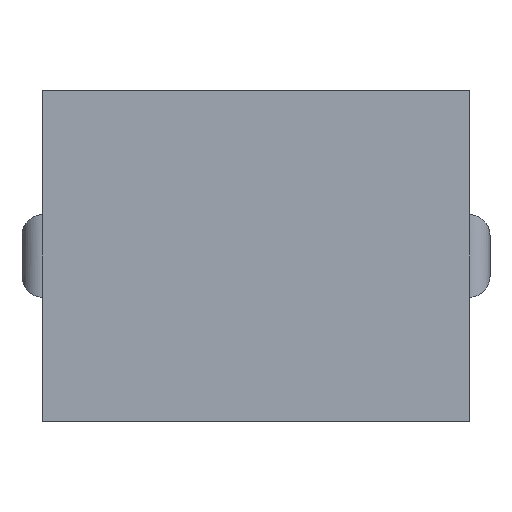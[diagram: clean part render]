
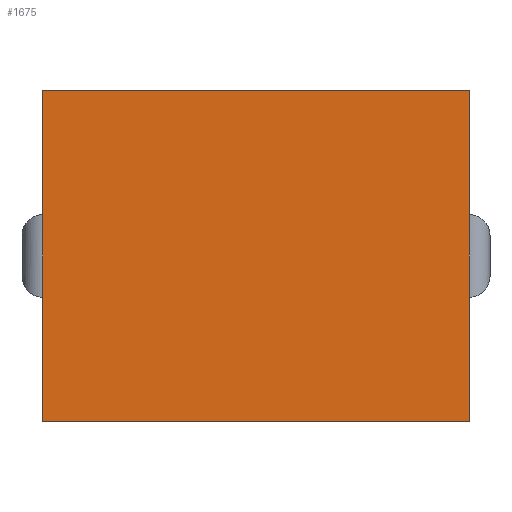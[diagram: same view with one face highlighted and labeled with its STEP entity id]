
A CAD part, front view. The second image highlights one B-rep face of the part: STEP entity #1675.
In plain terms, the highlighted planar face has unit normal (0, -1, 0).
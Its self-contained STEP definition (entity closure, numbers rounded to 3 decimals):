
#190 = CARTESIAN_POINT ( 'NONE',  ( 0., 0., 2.4 ) ) ;
#191 = VECTOR ( 'NONE', #1767, 1000. ) ;
#473 = CARTESIAN_POINT ( 'NONE',  ( 3.1, 0., 2.4 ) ) ;
#481 = DIRECTION ( 'NONE',  ( 0., 0., 1. ) ) ;
#603 = EDGE_CURVE ( 'NONE', #3215, #1734, #3093, .T. ) ;
#764 = FACE_OUTER_BOUND ( 'NONE', #2705, .T. ) ;
#799 = ORIENTED_EDGE ( 'NONE', *, *, #1228, .T. ) ;
#817 = EDGE_CURVE ( 'NONE', #2217, #3215, #1592, .T. ) ;
#831 = ORIENTED_EDGE ( 'NONE', *, *, #603, .F. ) ;
#836 = CARTESIAN_POINT ( 'NONE',  ( 0., 0., 0. ) ) ;
#1195 = VERTEX_POINT ( 'NONE', #2669 ) ;
#1228 = EDGE_CURVE ( 'NONE', #1195, #1734, #1338, .T. ) ;
#1312 = ORIENTED_EDGE ( 'NONE', *, *, #817, .F. ) ;
#1338 = LINE ( 'NONE', #836, #3322 ) ;
#1421 = CARTESIAN_POINT ( 'NONE',  ( 0., 0., 2.4 ) ) ;
#1557 = VECTOR ( 'NONE', #2545, 1000. ) ;
#1592 = LINE ( 'NONE', #190, #191 ) ;
#1614 = LINE ( 'NONE', #1421, #1696 ) ;
#1675 = ADVANCED_FACE ( 'NONE', ( #764 ), #2291, .F. ) ;
#1696 = VECTOR ( 'NONE', #2002, 1000. ) ;
#1730 = CARTESIAN_POINT ( 'NONE',  ( 0., 0., 2.4 ) ) ;
#1734 = VERTEX_POINT ( 'NONE', #2873 ) ;
#1767 = DIRECTION ( 'NONE',  ( 1., 0., 0. ) ) ;
#1993 = CARTESIAN_POINT ( 'NONE',  ( 3.1, 0., 2.4 ) ) ;
#2002 = DIRECTION ( 'NONE',  ( 0., 0., -1. ) ) ;
#2154 = DIRECTION ( 'NONE',  ( 1., 0., 0. ) ) ;
#2196 = EDGE_CURVE ( 'NONE', #2217, #1195, #1614, .T. ) ;
#2217 = VERTEX_POINT ( 'NONE', #1730 ) ;
#2291 = PLANE ( 'NONE',  #2822 ) ;
#2545 = DIRECTION ( 'NONE',  ( 0., 0., -1. ) ) ;
#2669 = CARTESIAN_POINT ( 'NONE',  ( 0., 0., 0. ) ) ;
#2705 = EDGE_LOOP ( 'NONE', ( #799, #831, #1312, #3038 ) ) ;
#2804 = DIRECTION ( 'NONE',  ( 0., 1., 0. ) ) ;
#2822 = AXIS2_PLACEMENT_3D ( 'NONE', #3083, #2804, #481 ) ;
#2873 = CARTESIAN_POINT ( 'NONE',  ( 3.1, 0., 0. ) ) ;
#3038 = ORIENTED_EDGE ( 'NONE', *, *, #2196, .T. ) ;
#3083 = CARTESIAN_POINT ( 'NONE',  ( 0., 0., 2.4 ) ) ;
#3093 = LINE ( 'NONE', #1993, #1557 ) ;
#3215 = VERTEX_POINT ( 'NONE', #473 ) ;
#3322 = VECTOR ( 'NONE', #2154, 1000. ) ;
